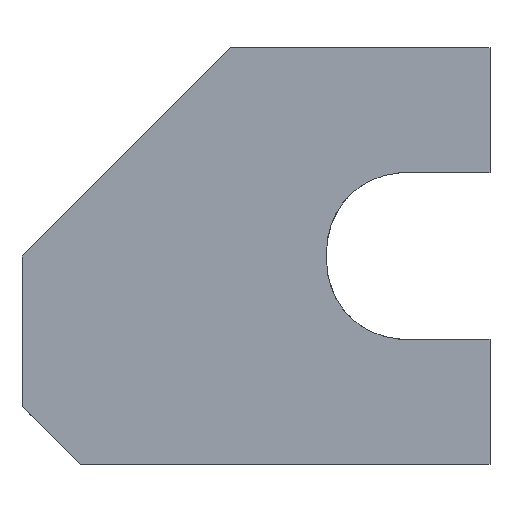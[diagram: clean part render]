
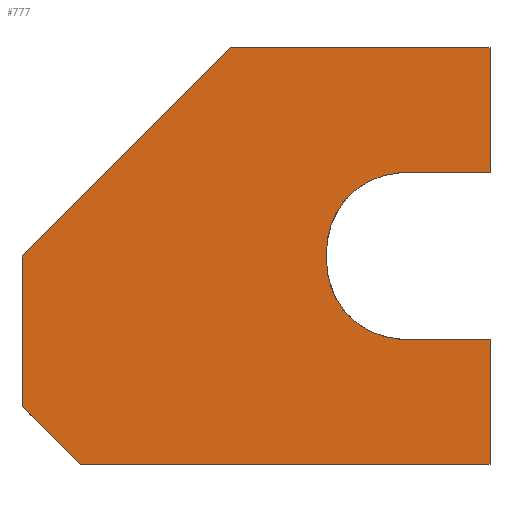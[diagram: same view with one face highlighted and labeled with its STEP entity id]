
A CAD part, front view. The second image highlights one B-rep face of the part: STEP entity #777.
In plain terms, the highlighted planar face has unit normal (0, -1, 0).
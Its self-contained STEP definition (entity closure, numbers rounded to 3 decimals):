
#73=PLANE('',#862);
#116=FACE_OUTER_BOUND('',#159,.T.);
#159=EDGE_LOOP('',(#707,#708,#709,#710,#711,#712,#713,#714,#715,#716,#717,
#718,#719,#720,#721,#722));
#162=CIRCLE('',#810,1.85);
#163=CIRCLE('',#816,1.85);
#177=LINE('',#1086,#231);
#186=LINE('',#1108,#240);
#189=LINE('',#1117,#243);
#197=LINE('',#1319,#251);
#198=LINE('',#1323,#252);
#202=LINE('',#1384,#256);
#205=LINE('',#1395,#259);
#214=LINE('',#1415,#268);
#216=LINE('',#1421,#270);
#219=LINE('',#1425,#273);
#223=LINE('',#1628,#277);
#225=LINE('',#1631,#279);
#231=VECTOR('',#888,10.);
#240=VECTOR('',#905,10.);
#243=VECTOR('',#912,10.);
#251=VECTOR('',#956,10.);
#252=VECTOR('',#961,10.);
#256=VECTOR('',#979,10.);
#259=VECTOR('',#984,10.);
#268=VECTOR('',#1003,10.);
#270=VECTOR('',#1009,10.);
#273=VECTOR('',#1014,10.);
#277=VECTOR('',#1038,10.);
#279=VECTOR('',#1042,10.);
#297=ELLIPSE('',#822,1.85,1.85);
#302=ELLIPSE('',#832,1.85,1.85);
#314=VERTEX_POINT('',#1083);
#315=VERTEX_POINT('',#1085);
#324=VERTEX_POINT('',#1107);
#327=VERTEX_POINT('',#1114);
#328=VERTEX_POINT('',#1116);
#332=VERTEX_POINT('',#1137);
#338=VERTEX_POINT('',#1180);
#345=VERTEX_POINT('',#1225);
#346=VERTEX_POINT('',#1227);
#349=VERTEX_POINT('',#1321);
#354=VERTEX_POINT('',#1347);
#359=VERTEX_POINT('',#1383);
#362=VERTEX_POINT('',#1394);
#369=VERTEX_POINT('',#1419);
#370=VERTEX_POINT('',#1420);
#380=VERTEX_POINT('',#1627);
#390=EDGE_CURVE('',#315,#314,#177,.T.);
#401=EDGE_CURVE('',#324,#315,#186,.T.);
#405=EDGE_CURVE('',#328,#327,#189,.T.);
#410=EDGE_CURVE('',#332,#328,#162,.T.);
#418=EDGE_CURVE('',#327,#338,#163,.T.);
#429=EDGE_CURVE('',#346,#345,#297,.T.);
#434=EDGE_CURVE('',#345,#332,#197,.T.);
#436=EDGE_CURVE('',#338,#349,#198,.T.);
#443=EDGE_CURVE('',#349,#354,#302,.T.);
#449=EDGE_CURVE('',#359,#346,#202,.F.);
#453=EDGE_CURVE('',#314,#362,#205,.T.);
#464=EDGE_CURVE('',#362,#359,#214,.T.);
#466=EDGE_CURVE('',#369,#370,#216,.T.);
#469=EDGE_CURVE('',#369,#324,#219,.T.);
#487=EDGE_CURVE('',#354,#380,#223,.F.);
#489=EDGE_CURVE('',#380,#370,#225,.T.);
#707=ORIENTED_EDGE('',*,*,#418,.T.);
#708=ORIENTED_EDGE('',*,*,#436,.T.);
#709=ORIENTED_EDGE('',*,*,#443,.T.);
#710=ORIENTED_EDGE('',*,*,#487,.T.);
#711=ORIENTED_EDGE('',*,*,#489,.T.);
#712=ORIENTED_EDGE('',*,*,#466,.F.);
#713=ORIENTED_EDGE('',*,*,#469,.T.);
#714=ORIENTED_EDGE('',*,*,#401,.T.);
#715=ORIENTED_EDGE('',*,*,#390,.T.);
#716=ORIENTED_EDGE('',*,*,#453,.T.);
#717=ORIENTED_EDGE('',*,*,#464,.T.);
#718=ORIENTED_EDGE('',*,*,#449,.T.);
#719=ORIENTED_EDGE('',*,*,#429,.T.);
#720=ORIENTED_EDGE('',*,*,#434,.T.);
#721=ORIENTED_EDGE('',*,*,#410,.T.);
#722=ORIENTED_EDGE('',*,*,#405,.T.);
#777=ADVANCED_FACE('',(#116),#73,.F.);
#810=AXIS2_PLACEMENT_3D('',#1138,#919,#920);
#816=AXIS2_PLACEMENT_3D('',#1182,#931,#932);
#822=AXIS2_PLACEMENT_3D('',#1228,#947,#948);
#832=AXIS2_PLACEMENT_3D('',#1349,#972,#973);
#862=AXIS2_PLACEMENT_3D('',#1738,#1059,#1060);
#888=DIRECTION('',(0.707,0.,-0.707));
#905=DIRECTION('',(0.,0.,-1.));
#912=DIRECTION('',(0.,0.,1.));
#919=DIRECTION('center_axis',(0.,1.,0.));
#920=DIRECTION('ref_axis',(-1.,0.,0.));
#931=DIRECTION('center_axis',(0.,1.,0.));
#932=DIRECTION('ref_axis',(0.,0.,1.));
#947=DIRECTION('center_axis',(0.,1.,0.));
#948=DIRECTION('ref_axis',(1.,0.,0.));
#956=DIRECTION('',(0.,0.,1.));
#961=DIRECTION('',(0.,0.,1.));
#972=DIRECTION('center_axis',(0.,1.,0.));
#973=DIRECTION('ref_axis',(-1.,0.,0.));
#979=DIRECTION('',(1.,0.,0.));
#984=DIRECTION('',(1.,0.,0.));
#1003=DIRECTION('',(0.,0.,1.));
#1009=DIRECTION('',(1.,0.,0.));
#1014=DIRECTION('',(-0.707,0.,-0.707));
#1038=DIRECTION('',(-1.,0.,0.));
#1042=DIRECTION('',(0.,0.,1.));
#1059=DIRECTION('center_axis',(0.,1.,0.));
#1060=DIRECTION('ref_axis',(-1.,0.,0.));
#1083=CARTESIAN_POINT('',(-140.038,44.83,-7.711));
#1085=CARTESIAN_POINT('',(-141.438,44.83,-6.311));
#1086=CARTESIAN_POINT('',(-141.438,44.83,-6.311));
#1107=CARTESIAN_POINT('',(-141.438,44.83,-2.711));
#1108=CARTESIAN_POINT('',(-141.438,44.83,2.289));
#1114=CARTESIAN_POINT('',(-134.128,44.83,-2.571));
#1116=CARTESIAN_POINT('',(-134.128,44.83,-2.85));
#1117=CARTESIAN_POINT('',(-134.128,44.83,-5.28));
#1137=CARTESIAN_POINT('',(-132.438,44.83,-4.693));
#1138=CARTESIAN_POINT('Origin',(-132.278,44.83,-2.85));
#1180=CARTESIAN_POINT('',(-132.438,44.83,-0.728));
#1182=CARTESIAN_POINT('Origin',(-132.278,44.83,-2.571));
#1225=CARTESIAN_POINT('',(-132.438,44.83,-4.7));
#1227=CARTESIAN_POINT('',(-132.241,44.83,-4.711));
#1228=CARTESIAN_POINT('Origin',(-132.241,44.83,-2.861));
#1319=CARTESIAN_POINT('',(-132.438,44.83,-7.711));
#1321=CARTESIAN_POINT('',(-132.438,44.83,-0.721));
#1323=CARTESIAN_POINT('',(-132.438,44.83,-7.711));
#1347=CARTESIAN_POINT('',(-132.241,44.83,-0.711));
#1349=CARTESIAN_POINT('Origin',(-132.241,44.83,-2.561));
#1383=CARTESIAN_POINT('',(-130.209,44.83,-4.711));
#1384=CARTESIAN_POINT('',(-129.488,44.83,-4.711));
#1394=CARTESIAN_POINT('',(-130.209,44.83,-7.711));
#1395=CARTESIAN_POINT('',(-141.438,44.83,-7.711));
#1415=CARTESIAN_POINT('',(-130.209,44.83,-7.711));
#1419=CARTESIAN_POINT('',(-136.438,44.83,2.289));
#1420=CARTESIAN_POINT('',(-130.209,44.83,2.289));
#1421=CARTESIAN_POINT('',(-129.629,44.83,2.289));
#1425=CARTESIAN_POINT('',(-136.438,44.83,2.289));
#1627=CARTESIAN_POINT('',(-130.209,44.83,-0.711));
#1628=CARTESIAN_POINT('',(-130.84,44.83,-0.711));
#1631=CARTESIAN_POINT('',(-130.209,44.83,-7.711));
#1738=CARTESIAN_POINT('Origin',(-130.209,44.83,-7.711));
